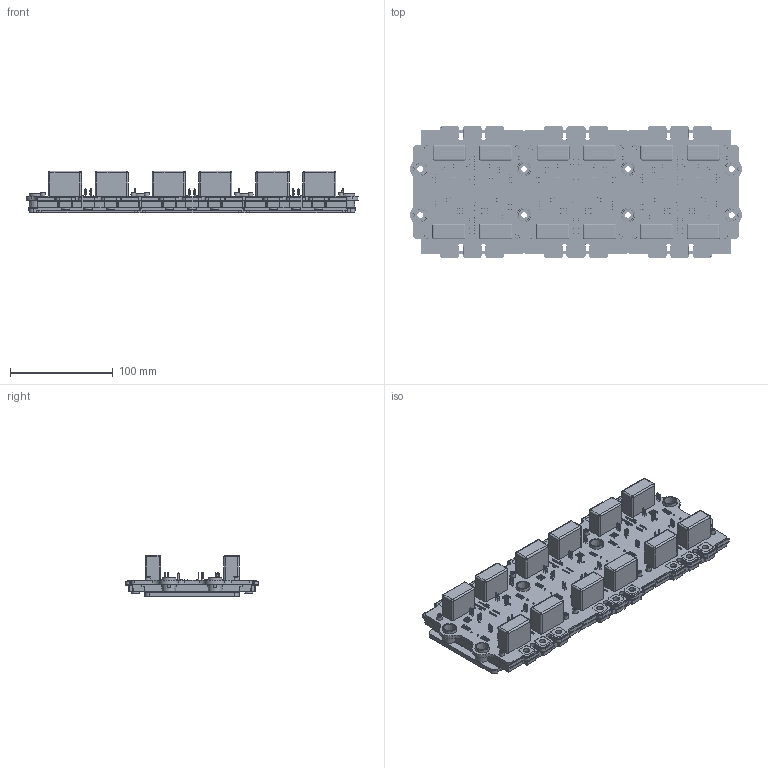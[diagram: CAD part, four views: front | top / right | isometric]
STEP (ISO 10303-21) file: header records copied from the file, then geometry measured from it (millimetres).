
FILE_DESCRIPTION(/* description */ ('Unknown'),/* implementation_level */ '2;1');
FILE_NAME(/* name */ 'FSWB3-4T12Y-L300FP(840)-01-OL',/* time_stamp */ '2016-02-12T14:14:35+01:00',/* author */ ('Unknown'),/* organization */ ('Unknown'),/* preprocessor_version */ 'ST-DEVELOPER v16',/* originating_system */ 'DEX',/* authorisation */ $);
FILE_SCHEMA (('AUTOMOTIVE_DESIGN {1 0 10303 214 3 1 1}'));
Products named in the file (1): Part2
Bounding box: 322.93 x 129.15 x 40.5 mm (x, y, z)
Volume: 653661.2 mm3; surface area: 229860.2 mm2
Topology: 1 solids, 7 shells, 8610 faces, 23985 edges, 15790 vertices
Faces by surface type: plane 6578, cylinder 1540, cone 426, sphere 48, torus 18
Full cylindrical faces by diameter (mm): 1 x48, 2.3 x12, 2.6 x12, 3 x6, 5.5 x4, 5.6 x12, 6.2 x18, 14 x8
Entity records: 273871 total; most frequent: CARTESIAN_POINT 48202, ORIENTED_EDGE 47290, DIRECTION 45011, EDGE_CURVE 23645, LINE 19429, VECTOR 19429, VERTEX_POINT 15718, AXIS2_PLACEMENT_3D 12791
